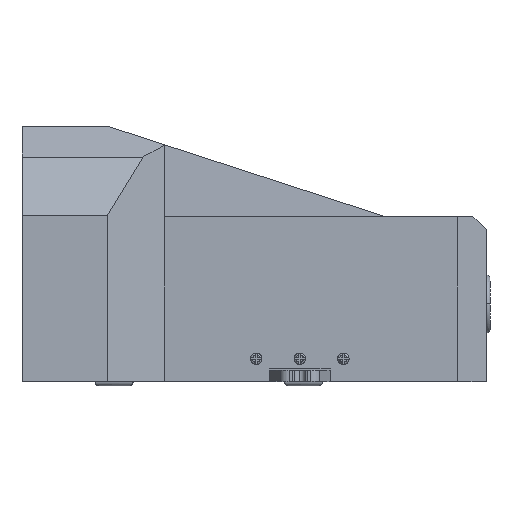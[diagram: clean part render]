
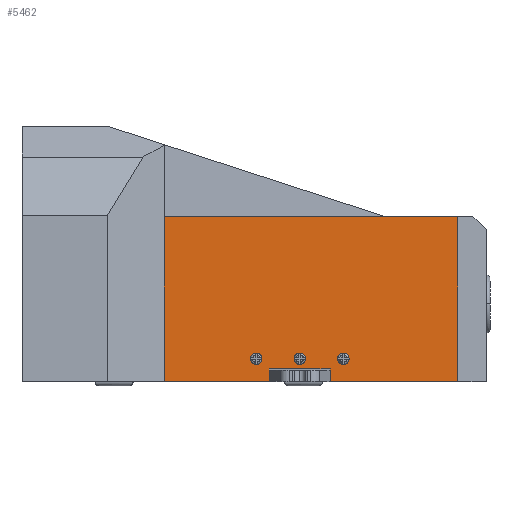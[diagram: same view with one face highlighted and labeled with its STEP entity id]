
A CAD part, top view. The second image highlights one B-rep face of the part: STEP entity #5462.
In plain terms, the highlighted planar face has unit normal (0, 0, 1).
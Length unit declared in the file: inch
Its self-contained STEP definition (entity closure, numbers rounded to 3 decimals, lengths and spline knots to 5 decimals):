
#258 = AXIS2_PLACEMENT_3D ( 'NONE', #1198, #16304, #8028 ) ;
#1105 = EDGE_CURVE ( 'NONE', #17292, #1109, #17798, .T. ) ;
#1109 = VERTEX_POINT ( 'NONE', #21353 ) ;
#1195 = CARTESIAN_POINT ( 'NONE',  ( 2.27913, 3.4252, 1.67323 ) ) ;
#1198 = CARTESIAN_POINT ( 'NONE',  ( -0.41339, 0.47244, 1.67323 ) ) ;
#1223 = ORIENTED_EDGE ( 'NONE', *, *, #5164, .F. ) ;
#1279 = PLANE ( 'NONE',  #14025 ) ;
#1291 = VECTOR ( 'NONE', #11230, 39.37008 ) ;
#1314 = CARTESIAN_POINT ( 'NONE',  ( -1.43701, 0.47244, 1.67323 ) ) ;
#1475 = CARTESIAN_POINT ( 'NONE',  ( -4.13819, 0., 1.67323 ) ) ;
#1802 = VERTEX_POINT ( 'NONE', #4761 ) ;
#1919 = EDGE_CURVE ( 'NONE', #10018, #7483, #6748, .T. ) ;
#1936 = ORIENTED_EDGE ( 'NONE', *, *, #12864, .F. ) ;
#2205 = VECTOR ( 'NONE', #7084, 39.37008 ) ;
#2671 = CIRCLE ( 'NONE', #11482, 0.11811 ) ;
#2840 = CARTESIAN_POINT ( 'NONE',  ( -0.41339, 0.47244, 1.67323 ) ) ;
#2945 = EDGE_LOOP ( 'NONE', ( #13449, #19745, #7288, #1936, #14452, #17941, #20813, #16605 ) ) ;
#3053 = DIRECTION ( 'NONE',  ( 0., 0., 1. ) ) ;
#3094 = EDGE_CURVE ( 'NONE', #1802, #19463, #10838, .T. ) ;
#3448 = CARTESIAN_POINT ( 'NONE',  ( -4.13819, 0., 1.67323 ) ) ;
#3503 = CARTESIAN_POINT ( 'NONE',  ( -0.5315, 0.47244, 1.67323 ) ) ;
#3541 = VECTOR ( 'NONE', #4118, 39.37008 ) ;
#3653 = DIRECTION ( 'NONE',  ( -1., 0., 0. ) ) ;
#4118 = DIRECTION ( 'NONE',  ( -1., 0., 0. ) ) ;
#4125 = AXIS2_PLACEMENT_3D ( 'NONE', #5975, #12706, #14126 ) ;
#4423 = EDGE_CURVE ( 'NONE', #4611, #13675, #14911, .T. ) ;
#4611 = VERTEX_POINT ( 'NONE', #21069 ) ;
#4646 = EDGE_CURVE ( 'NONE', #8700, #11655, #19525, .T. ) ;
#4761 = CARTESIAN_POINT ( 'NONE',  ( 1.96417, 0., 1.67323 ) ) ;
#4805 = FACE_OUTER_BOUND ( 'NONE', #2945, .T. ) ;
#5070 = VERTEX_POINT ( 'NONE', #12446 ) ;
#5105 = LINE ( 'NONE', #8523, #2205 ) ;
#5164 = EDGE_CURVE ( 'NONE', #1109, #17292, #10462, .T. ) ;
#5462 = ADVANCED_FACE ( 'NONE', ( #21237, #19797, #18250, #4805 ), #1279, .F. ) ;
#5584 = LINE ( 'NONE', #12314, #15135 ) ;
#5882 = CIRCLE ( 'NONE', #4125, 0.11811 ) ;
#5918 = EDGE_CURVE ( 'NONE', #11655, #8700, #2671, .T. ) ;
#5975 = CARTESIAN_POINT ( 'NONE',  ( -1.3189, 0.47244, 1.67323 ) ) ;
#6004 = DIRECTION ( 'NONE',  ( 1., 0., 0. ) ) ;
#6085 = VECTOR ( 'NONE', #3653, 39.37008 ) ;
#6105 = ORIENTED_EDGE ( 'NONE', *, *, #1105, .F. ) ;
#6134 = CARTESIAN_POINT ( 'NONE',  ( -4.13819, 0., 1.67323 ) ) ;
#6534 = DIRECTION ( 'NONE',  ( -1., 0., 0. ) ) ;
#6748 = LINE ( 'NONE', #20095, #6085 ) ;
#6841 = DIRECTION ( 'NONE',  ( 0., 0., 1. ) ) ;
#7084 = DIRECTION ( 'NONE',  ( 0., 1., 0. ) ) ;
#7089 = CARTESIAN_POINT ( 'NONE',  ( -1.94882, 0.25984, 1.67323 ) ) ;
#7111 = EDGE_CURVE ( 'NONE', #19993, #9043, #7856, .T. ) ;
#7214 = DIRECTION ( 'NONE',  ( 0., 0., 1. ) ) ;
#7273 = CARTESIAN_POINT ( 'NONE',  ( -2.22441, 0.47244, 1.67323 ) ) ;
#7288 = ORIENTED_EDGE ( 'NONE', *, *, #3094, .F. ) ;
#7401 = CARTESIAN_POINT ( 'NONE',  ( -2.22441, 0.47244, 1.67323 ) ) ;
#7483 = VERTEX_POINT ( 'NONE', #7089 ) ;
#7856 = CIRCLE ( 'NONE', #13488, 0.11811 ) ;
#8014 = DIRECTION ( 'NONE',  ( 1., 0., 0. ) ) ;
#8028 = DIRECTION ( 'NONE',  ( 1., 0., 0. ) ) ;
#8297 = AXIS2_PLACEMENT_3D ( 'NONE', #2840, #3053, #8014 ) ;
#8523 = CARTESIAN_POINT ( 'NONE',  ( -0.68898, 0., 1.67323 ) ) ;
#8543 = CARTESIAN_POINT ( 'NONE',  ( 1.96417, 3.4252, 1.67323 ) ) ;
#8700 = VERTEX_POINT ( 'NONE', #12924 ) ;
#9043 = VERTEX_POINT ( 'NONE', #13545 ) ;
#9140 = ORIENTED_EDGE ( 'NONE', *, *, #7111, .F. ) ;
#9334 = EDGE_LOOP ( 'NONE', ( #9970, #9140 ) ) ;
#9354 = ORIENTED_EDGE ( 'NONE', *, *, #5918, .F. ) ;
#9970 = ORIENTED_EDGE ( 'NONE', *, *, #18323, .F. ) ;
#10018 = VERTEX_POINT ( 'NONE', #11793 ) ;
#10115 = CARTESIAN_POINT ( 'NONE',  ( -2.1063, 0.47244, 1.67323 ) ) ;
#10141 = CARTESIAN_POINT ( 'NONE',  ( -4.13819, 0., 1.67323 ) ) ;
#10202 = DIRECTION ( 'NONE',  ( 0., -1., 0. ) ) ;
#10462 = CIRCLE ( 'NONE', #258, 0.11811 ) ;
#10838 = LINE ( 'NONE', #17887, #3541 ) ;
#11230 = DIRECTION ( 'NONE',  ( 1., 0., 0. ) ) ;
#11482 = AXIS2_PLACEMENT_3D ( 'NONE', #7273, #6841, #13567 ) ;
#11655 = VERTEX_POINT ( 'NONE', #10115 ) ;
#11750 = LINE ( 'NONE', #18358, #15303 ) ;
#11793 = CARTESIAN_POINT ( 'NONE',  ( -0.68898, 0.25984, 1.67323 ) ) ;
#12314 = CARTESIAN_POINT ( 'NONE',  ( -1.94882, 0., 1.67323 ) ) ;
#12446 = CARTESIAN_POINT ( 'NONE',  ( -4.13819, 3.4252, 1.67323 ) ) ;
#12706 = DIRECTION ( 'NONE',  ( 0., 0., 1. ) ) ;
#12864 = EDGE_CURVE ( 'NONE', #12901, #1802, #11750, .T. ) ;
#12901 = VERTEX_POINT ( 'NONE', #8543 ) ;
#12924 = CARTESIAN_POINT ( 'NONE',  ( -2.34252, 0.47244, 1.67323 ) ) ;
#13449 = ORIENTED_EDGE ( 'NONE', *, *, #1919, .F. ) ;
#13488 = AXIS2_PLACEMENT_3D ( 'NONE', #15489, #7214, #6004 ) ;
#13545 = CARTESIAN_POINT ( 'NONE',  ( -1.20079, 0.47244, 1.67323 ) ) ;
#13567 = DIRECTION ( 'NONE',  ( 1., 0., 0. ) ) ;
#13675 = VERTEX_POINT ( 'NONE', #10141 ) ;
#13739 = EDGE_LOOP ( 'NONE', ( #9354, #19637 ) ) ;
#14025 = AXIS2_PLACEMENT_3D ( 'NONE', #6134, #16491, #21669 ) ;
#14122 = DIRECTION ( 'NONE',  ( 0., 0., 1. ) ) ;
#14126 = DIRECTION ( 'NONE',  ( 1., 0., 0. ) ) ;
#14233 = CARTESIAN_POINT ( 'NONE',  ( -0.68898, 0., 1.67323 ) ) ;
#14426 = LINE ( 'NONE', #1195, #1291 ) ;
#14452 = ORIENTED_EDGE ( 'NONE', *, *, #21185, .F. ) ;
#14911 = LINE ( 'NONE', #3448, #18107 ) ;
#14914 = DIRECTION ( 'NONE',  ( 0., 1., 0. ) ) ;
#15135 = VECTOR ( 'NONE', #15613, 39.37008 ) ;
#15303 = VECTOR ( 'NONE', #10202, 39.37008 ) ;
#15489 = CARTESIAN_POINT ( 'NONE',  ( -1.3189, 0.47244, 1.67323 ) ) ;
#15613 = DIRECTION ( 'NONE',  ( 0., -1., 0. ) ) ;
#16304 = DIRECTION ( 'NONE',  ( 0., 0., 1. ) ) ;
#16491 = DIRECTION ( 'NONE',  ( 0., 0., -1. ) ) ;
#16605 = ORIENTED_EDGE ( 'NONE', *, *, #21511, .F. ) ;
#17292 = VERTEX_POINT ( 'NONE', #3503 ) ;
#17412 = AXIS2_PLACEMENT_3D ( 'NONE', #7401, #14122, #19306 ) ;
#17798 = CIRCLE ( 'NONE', #8297, 0.11811 ) ;
#17887 = CARTESIAN_POINT ( 'NONE',  ( -7.09094, 0., 1.67323 ) ) ;
#17941 = ORIENTED_EDGE ( 'NONE', *, *, #18117, .F. ) ;
#18028 = EDGE_LOOP ( 'NONE', ( #1223, #6105 ) ) ;
#18107 = VECTOR ( 'NONE', #6534, 39.37008 ) ;
#18117 = EDGE_CURVE ( 'NONE', #13675, #5070, #21417, .T. ) ;
#18130 = EDGE_CURVE ( 'NONE', #19463, #10018, #5105, .T. ) ;
#18250 = FACE_BOUND ( 'NONE', #9334, .T. ) ;
#18323 = EDGE_CURVE ( 'NONE', #9043, #19993, #5882, .T. ) ;
#18358 = CARTESIAN_POINT ( 'NONE',  ( 1.96417, 0., 1.67323 ) ) ;
#19306 = DIRECTION ( 'NONE',  ( 1., 0., 0. ) ) ;
#19463 = VERTEX_POINT ( 'NONE', #14233 ) ;
#19525 = CIRCLE ( 'NONE', #17412, 0.11811 ) ;
#19637 = ORIENTED_EDGE ( 'NONE', *, *, #4646, .F. ) ;
#19745 = ORIENTED_EDGE ( 'NONE', *, *, #18130, .F. ) ;
#19797 = FACE_BOUND ( 'NONE', #13739, .T. ) ;
#19993 = VERTEX_POINT ( 'NONE', #1314 ) ;
#20095 = CARTESIAN_POINT ( 'NONE',  ( -4.13819, 0.25984, 1.67323 ) ) ;
#20173 = VECTOR ( 'NONE', #14914, 39.37008 ) ;
#20813 = ORIENTED_EDGE ( 'NONE', *, *, #4423, .F. ) ;
#21069 = CARTESIAN_POINT ( 'NONE',  ( -1.94882, 0., 1.67323 ) ) ;
#21185 = EDGE_CURVE ( 'NONE', #5070, #12901, #14426, .T. ) ;
#21237 = FACE_BOUND ( 'NONE', #18028, .T. ) ;
#21353 = CARTESIAN_POINT ( 'NONE',  ( -0.29528, 0.47244, 1.67323 ) ) ;
#21417 = LINE ( 'NONE', #1475, #20173 ) ;
#21511 = EDGE_CURVE ( 'NONE', #7483, #4611, #5584, .T. ) ;
#21669 = DIRECTION ( 'NONE',  ( -1., 0., 0. ) ) ;
